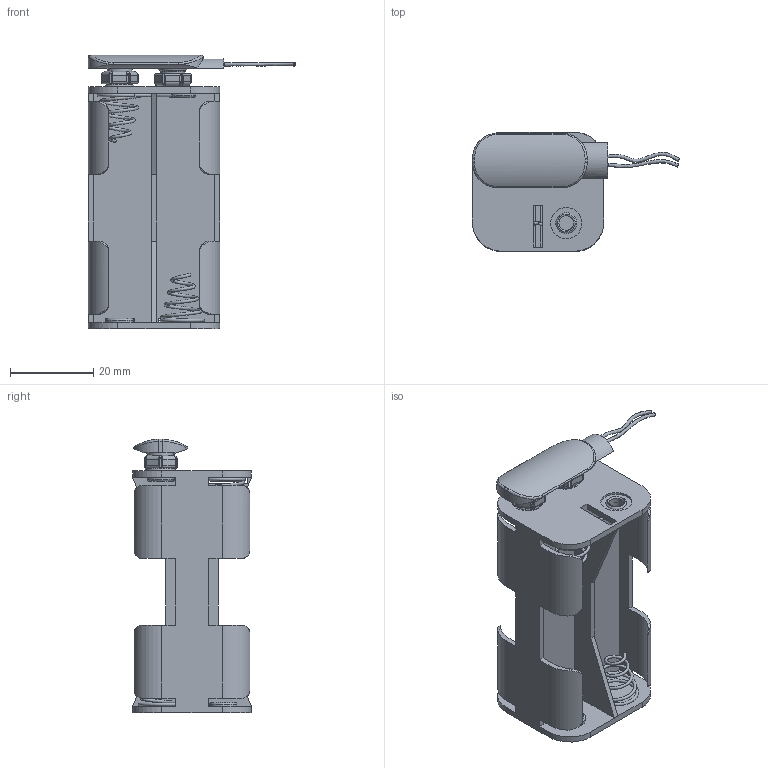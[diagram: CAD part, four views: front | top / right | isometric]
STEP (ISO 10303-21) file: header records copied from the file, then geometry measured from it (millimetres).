
FILE_DESCRIPTION((''),'2;1');
FILE_NAME('34165576_BH 4MN-BL.stp','2010-03-08T13:26:13',('haertel'),(''),'Autodesk Inventor 2010','Autodesk Inventor 2010','');
FILE_SCHEMA(('AUTOMOTIVE_DESIGN { 1 0 10303 214 1 1 1 1 }'));
Length unit declared in the file: millimetre
Products named in the file (9): 34165576_BH 4MN-BL; PART1; PART3; PART4; PART5; 34165578_BH 9V-CLIP; PART2
Assembly tree (10 placements, depth 3):
  34165576_BH 4MN-BL
    PART1
    PART3  x3
    PART4
    PART5
    34165578_BH 9V-CLIP
      PART2
      PART5
      PART4
Bounding box: 49.67 x 28.5 x 65.6 mm (x, y, z)
Volume: 9911.1 mm3; surface area: 16981.2 mm2
Topology: 10 solids, 10 shells, 414 faces, 1144 edges, 742 vertices
Faces by surface type: plane 211, cylinder 150, torus 24, bspline 17, sphere 12
Full cylindrical faces by diameter (mm): 0.7 x6, 2 x3, 2.5 x1, 3.5 x3, 4 x10, 4.4 x2, 5.8 x2, 6 x2, 6.5 x4, 7 x2, 7.5 x5
Entity records: 15934 total; most frequent: CARTESIAN_POINT 6196, ORIENTED_EDGE 1972, DIRECTION 1938, EDGE_CURVE 986, AXIS2_PLACEMENT_3D 682, VERTEX_POINT 668, VECTOR 574, LINE 574
